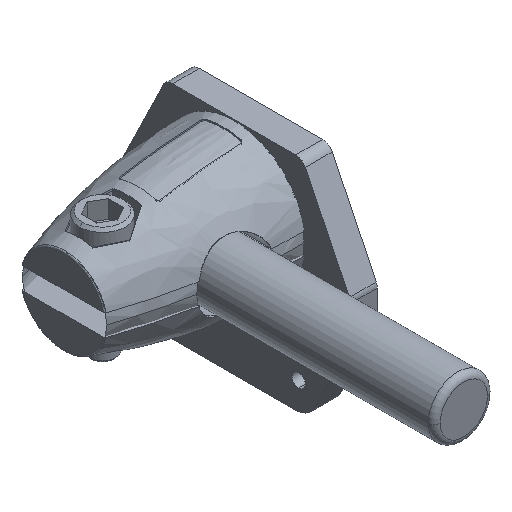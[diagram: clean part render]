
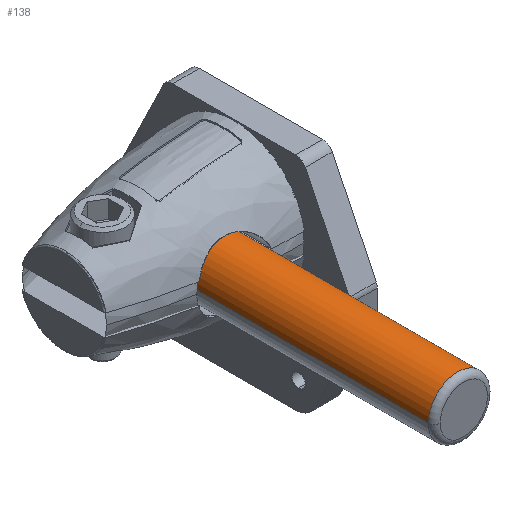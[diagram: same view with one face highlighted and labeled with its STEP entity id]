
A CAD part, isometric view. The second image highlights one B-rep face of the part: STEP entity #138.
In plain terms, the highlighted cylindrical face has radius 5.55 mm (diameter 11.1 mm), a partial arc.
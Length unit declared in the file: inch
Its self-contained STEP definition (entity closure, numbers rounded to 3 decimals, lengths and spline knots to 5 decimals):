
#21=CARTESIAN_POINT('',(0.,0.,0.07766));
#22=DIRECTION('',(0.,0.,-1.));
#23=DIRECTION('',(-1.,0.,0.));
#24=AXIS2_PLACEMENT_3D('',#21,#22,#23);
#30=DIRECTION('',(0.,0.,1.));
#31=VECTOR('',#30,2.37864);
#32=CARTESIAN_POINT('',(0.2185,0.,
0.07766));
#33=LINE('',#32,#31);
#39=CARTESIAN_POINT('',(0.,0.,2.4563));
#40=DIRECTION('',(0.,0.,1.));
#41=DIRECTION('',(1.,0.,0.));
#42=AXIS2_PLACEMENT_3D('',#39,#40,#41);
#64=DIRECTION('',(0.,0.,1.));
#65=VECTOR('',#64,2.37864);
#66=CARTESIAN_POINT('',(-0.2185,0.,
0.07766));
#67=LINE('',#66,#65);
#72=CARTESIAN_POINT('',(0.2185,0.,0.07766));
#73=CARTESIAN_POINT('',(-0.2185,0.,0.07766));
#74=VERTEX_POINT('',#72);
#75=VERTEX_POINT('',#73);
#80=CARTESIAN_POINT('',(-0.2185,0.,2.4563));
#81=CARTESIAN_POINT('',(0.2185,0.,2.4563));
#82=VERTEX_POINT('',#80);
#83=VERTEX_POINT('',#81);
#124=CARTESIAN_POINT('',(0.,0.,0.));
#125=DIRECTION('',(0.,0.,1.));
#126=DIRECTION('',(1.,0.,0.));
#127=AXIS2_PLACEMENT_3D('',#124,#125,#126);
#128=CYLINDRICAL_SURFACE('',#127,0.2185);
#130=ORIENTED_EDGE('',*,*,#129,.T.);
#132=ORIENTED_EDGE('',*,*,#131,.F.);
#133=ORIENTED_EDGE('',*,*,#118,.T.);
#135=ORIENTED_EDGE('',*,*,#134,.T.);
#136=EDGE_LOOP('',(#130,#132,#133,#135));
#137=FACE_OUTER_BOUND('',#136,.F.);
#138=ADVANCED_FACE('',(#137),#128,.T.);
#25=CIRCLE('',#24,0.2185);
#43=CIRCLE('',#42,0.2185);
#118=EDGE_CURVE('',#75,#74,#25,.T.);
#129=EDGE_CURVE('',#83,#82,#43,.T.);
#131=EDGE_CURVE('',#75,#82,#67,.T.);
#134=EDGE_CURVE('',#74,#83,#33,.T.);
